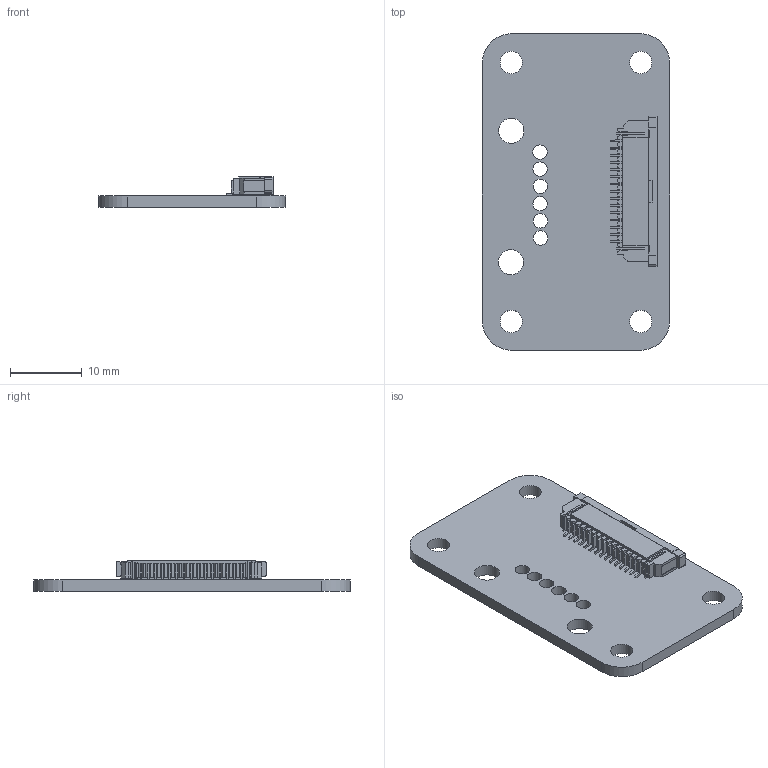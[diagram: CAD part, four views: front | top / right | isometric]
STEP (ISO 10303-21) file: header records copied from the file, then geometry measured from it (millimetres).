
FILE_DESCRIPTION(('KiCad electronic assembly'),'2;1');
FILE_NAME('CamCon Board.step','2018-11-05T22:03:43',('An Author'),( 'A Company'),'Open CASCADE STEP processor 6.8', 'KiCad to STEP converter','Unknown');
FILE_SCHEMA(('AUTOMOTIVE_DESIGN_CC2 { 1 2 10303 214 -1 1 5 4 }'));
Length unit declared in the file: millimetre
Products named in the file (4): Open CASCADE STEP translator 6.8 1; ssfw15r_1_3st_lf; SOLID; COMPOUND
Assembly tree (3 placements, depth 3):
  Open CASCADE STEP translator 6.8 1
    ssfw15r_1_3st_lf
      SOLID
    COMPOUND
Bounding box: 26 x 44 x 4.3 mm (x, y, z)
Volume: 1922.3 mm3; surface area: 3215.5 mm2
Topology: 2 solids, 2 shells, 856 faces, 2532 edges, 1614 vertices
Faces by surface type: plane 832, cylinder 24
Full cylindrical faces by diameter (mm): 2 x6, 3.1 x4, 3.5 x2
Entity records: 63992 total; most frequent: CARTESIAN_POINT 11276, DIRECTION 9285, LINE 7456, VECTOR 7456, ORIENTED_EDGE 5064, PCURVE 5064, DEFINITIONAL_REPRESENTATION 5064, EDGE_CURVE 2532
